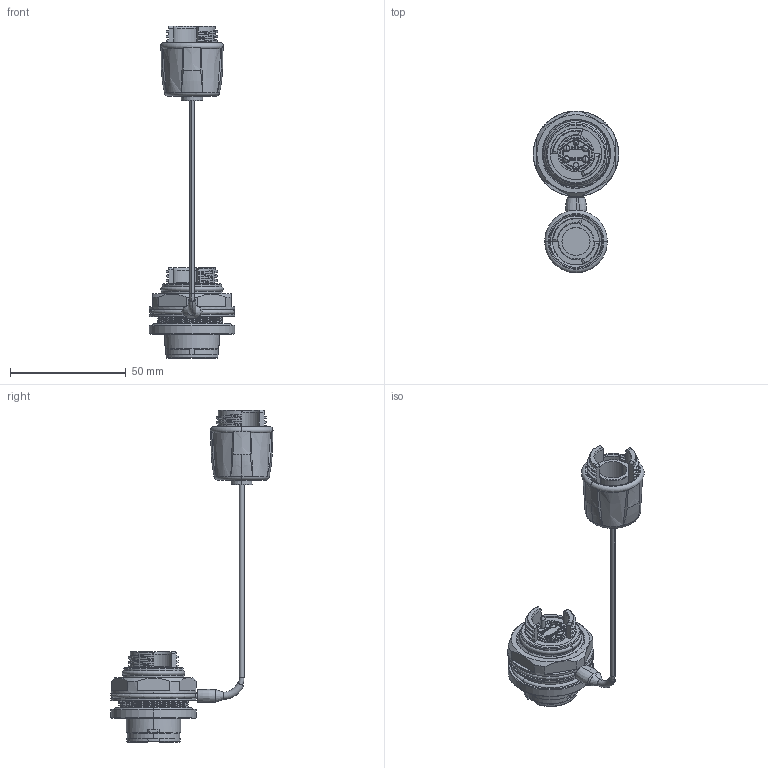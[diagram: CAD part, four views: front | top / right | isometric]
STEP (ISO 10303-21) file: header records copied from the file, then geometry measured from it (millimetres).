
FILE_DESCRIPTION (( 'STEP AP214' ), '1' );
FILE_NAME ('NO4M4JW-FG_01.STEP', '2023-08-11T06:41:29', ( '' ), ( '' ), 'SwSTEP 2.0', 'SolidWorks 2020', '' );
FILE_SCHEMA (( 'AUTOMOTIVE_DESIGN' ));
Length unit declared in the file: millimetre
Products named in the file (1): NO4M4JW-FG_01
Bounding box: 36.8 x 69.9 x 143.2 mm (x, y, z)
Volume: 32482.8 mm3; surface area: 18896.5 mm2
Topology: 5 solids, 6 shells, 823 faces, 2201 edges, 1440 vertices
Faces by surface type: plane 302, bspline 244, cylinder 149, cone 67, torus 53, sphere 8
Entity records: 59672 total; most frequent: CARTESIAN_POINT 31907, ORIENTED_EDGE 4402, DIRECTION 3116, EDGE_CURVE 2201, VERTEX_POINT 1440, AXIS2_PLACEMENT_3D 1064, VECTOR 988, LINE 988
